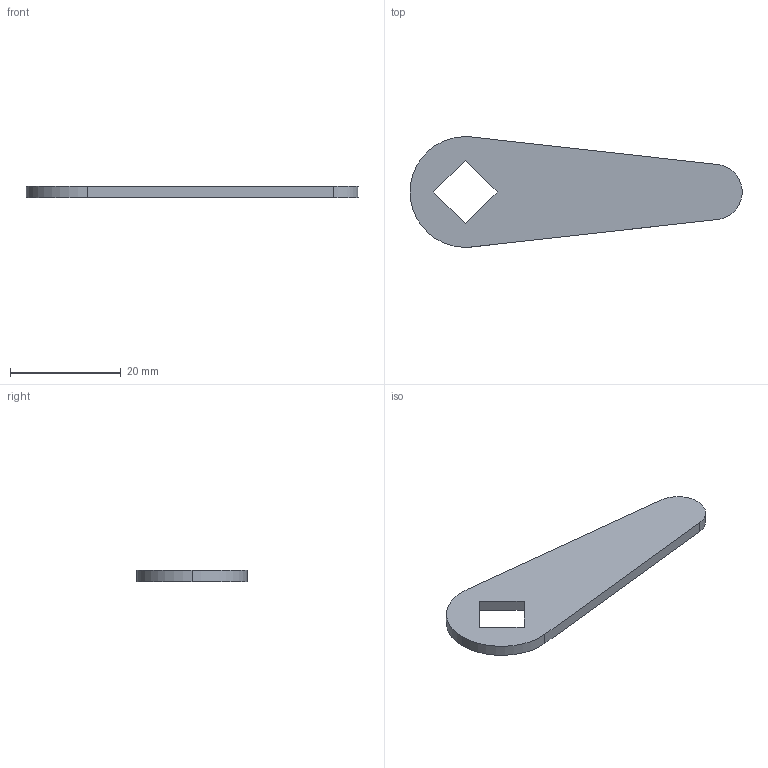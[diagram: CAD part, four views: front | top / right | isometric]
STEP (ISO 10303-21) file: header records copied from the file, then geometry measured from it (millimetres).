
FILE_DESCRIPTION (( 'STEP AP203' ), '1' );
FILE_NAME ('AC-25-7.STEP', '2009-04-08T04:32:05', ( ' ' ), ( ' ' ), 'SwSTEP 2.0', 'SolidWorks 2007', '' );
FILE_SCHEMA (( 'CONFIG_CONTROL_DESIGN' ));
Length unit declared in the file: millimetre
Products named in the file (1): AC-25-7
Bounding box: 59.98 x 19.97 x 2 mm (x, y, z)
Volume: 1619.8 mm3; surface area: 1960 mm2
Topology: 1 solids, 1 shells, 11 faces, 27 edges, 18 vertices
Faces by surface type: plane 8, cylinder 3
Entity records: 408 total; most frequent: DIRECTION 57, CARTESIAN_POINT 57, ORIENTED_EDGE 54, EDGE_CURVE 27, VECTOR 21, LINE 21, VERTEX_POINT 18, AXIS2_PLACEMENT_3D 18
